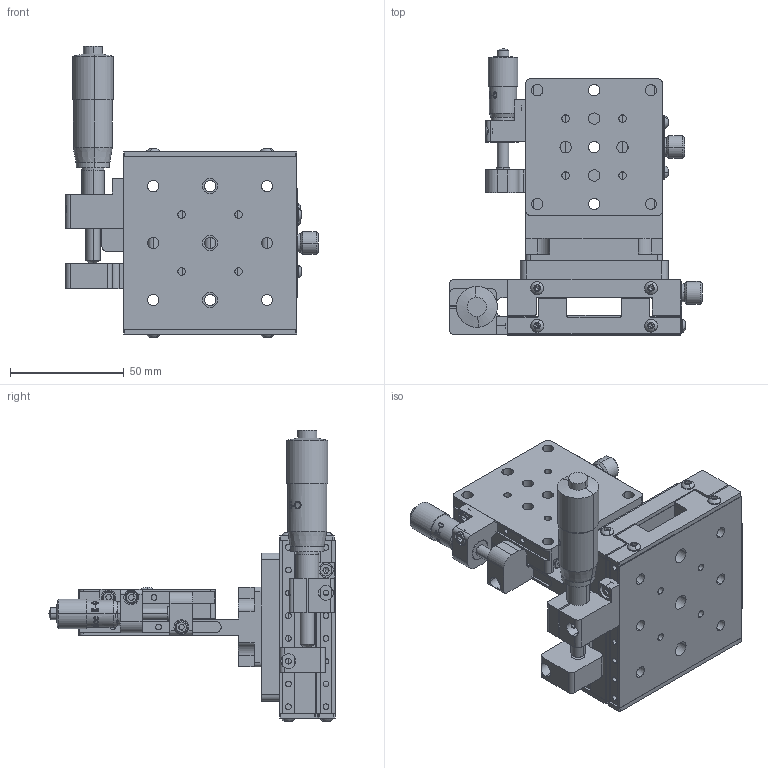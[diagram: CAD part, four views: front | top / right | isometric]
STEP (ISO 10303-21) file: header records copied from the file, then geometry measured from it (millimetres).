
FILE_DESCRIPTION (( 'STEP AP214' ), '1' );
FILE_NAME ('06MVS-1M.STEP', '2018-02-09T06:45:09', ( '' ), ( '' ), 'SwSTEP 2.0', 'SolidWorks 2016', '' );
FILE_SCHEMA (( 'AUTOMOTIVE_DESIGN' ));
Length unit declared in the file: millimetre
Products named in the file (1): 06MVS-1M
Bounding box: 111.1 x 125.65 x 128.15 mm (x, y, z)
Surface area: 94158.2 mm2 (no closed solid volume)
Topology: 0 solids, 88 shells, 1005 faces, 4152 edges, 3128 vertices
Faces by surface type: plane 477, cylinder 390, cone 87, sphere 26, torus 18, bspline 7
Entity records: 61629 total; most frequent: CARTESIAN_POINT 16554, DIRECTION 7064, ORIENTED_EDGE 6232, EDGE_CURVE 4124, VERTEX_POINT 3128, AXIS2_PLACEMENT_3D 2461, LINE 2142, VECTOR 2142
